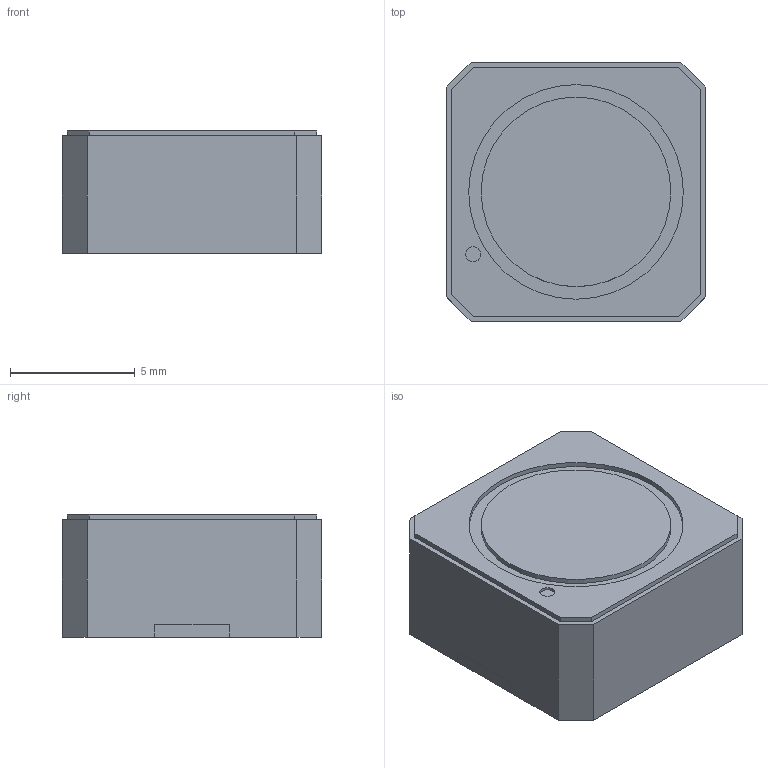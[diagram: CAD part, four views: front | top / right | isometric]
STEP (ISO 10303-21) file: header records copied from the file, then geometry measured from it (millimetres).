
FILE_DESCRIPTION((''),'2;1');
FILE_NAME('IND_EPCOS_B82464-G4.stp','2009-07-08T16:31:06',(''),(''),'Mechanical Desktop 2006','Mechanical Desktop 2006',', , ');
FILE_SCHEMA(('AUTOMOTIVE_DESIGN { 1 2 10303 214 0 1 1 1 }'));
Length unit declared in the file: millimetre
Products named in the file (1): Product
Bounding box: 10.4 x 10.4 x 4.9 mm (x, y, z)
Volume: 525.1 mm3; surface area: 629 mm2
Topology: 5 solids, 5 shells, 52 faces, 120 edges, 80 vertices
Faces by surface type: plane 44, cylinder 8
Entity records: 1511 total; most frequent: CARTESIAN_POINT 253, DIRECTION 242, ORIENTED_EDGE 240, EDGE_CURVE 120, VECTOR 104, LINE 104, VERTEX_POINT 80, AXIS2_PLACEMENT_3D 69
